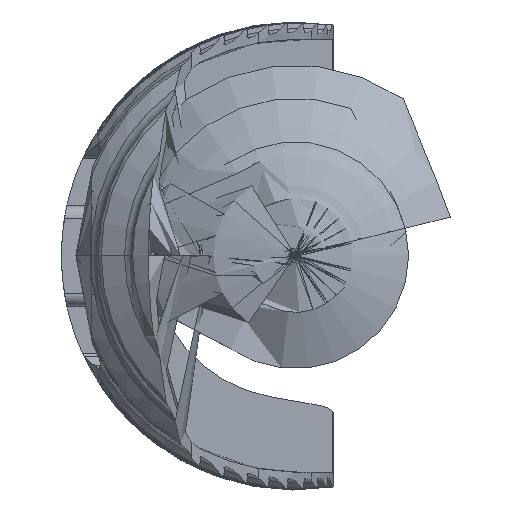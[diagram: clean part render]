
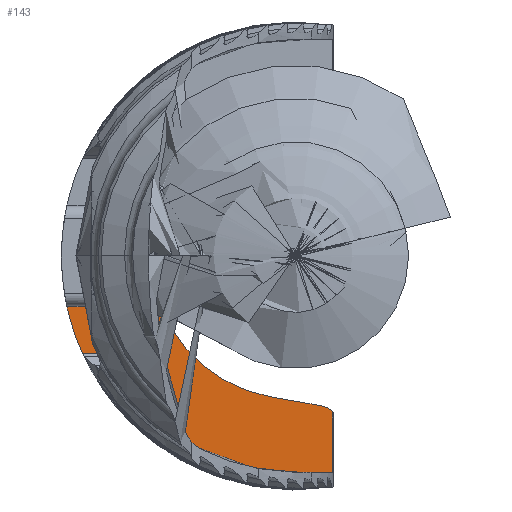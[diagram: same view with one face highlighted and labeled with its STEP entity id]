
A CAD part, top view. The second image highlights one B-rep face of the part: STEP entity #143.
In plain terms, the highlighted planar face has unit normal (0, 0, 1).
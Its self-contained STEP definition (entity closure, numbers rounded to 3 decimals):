
#143=ADVANCED_FACE('NONE',(#642,#643),#644,.T.);
#642=FACE_OUTER_BOUND('',#1444,.T.);
#643=FACE_BOUND('',#1445,.T.);
#644=PLANE('',#1446);
#1444=EDGE_LOOP('',(#3411,#3412,#3413,#3414,#3415,#3416,#3417,#3418,#3419,#3420,#3421));
#1445=EDGE_LOOP('',(#3422,#3423));
#1446=AXIS2_PLACEMENT_3D('',#3424,#3425,#3426);
#3411=ORIENTED_EDGE('',*,*,#6241,.F.);
#3412=ORIENTED_EDGE('',*,*,#6242,.T.);
#3413=ORIENTED_EDGE('',*,*,#6243,.T.);
#3414=ORIENTED_EDGE('',*,*,#6244,.T.);
#3415=ORIENTED_EDGE('',*,*,#6245,.F.);
#3416=ORIENTED_EDGE('',*,*,#6246,.F.);
#3417=ORIENTED_EDGE('',*,*,#6247,.F.);
#3418=ORIENTED_EDGE('',*,*,#6230,.F.);
#3419=ORIENTED_EDGE('',*,*,#6195,.T.);
#3420=ORIENTED_EDGE('',*,*,#6161,.T.);
#3421=ORIENTED_EDGE('',*,*,#6248,.F.);
#3422=ORIENTED_EDGE('',*,*,#6068,.T.);
#3423=ORIENTED_EDGE('',*,*,#6133,.T.);
#3424=CARTESIAN_POINT('',(-33.485,0.0,2.5));
#3425=DIRECTION('',(0.0,0.0,1.0));
#3426=DIRECTION('',(1.0,0.0,0.0));
#6068=EDGE_CURVE('NONE',#7315,#7319,#7321,.T.);
#6133=EDGE_CURVE('NONE',#7319,#7315,#7427,.T.);
#6161=EDGE_CURVE('NONE',#7473,#7471,#7474,.T.);
#6195=EDGE_CURVE('NONE',#7531,#7473,#7532,.T.);
#6230=EDGE_CURVE('NONE',#7531,#7588,#7589,.T.);
#6241=EDGE_CURVE('NONE',#7608,#7609,#7610,.T.);
#6242=EDGE_CURVE('NONE',#7608,#7611,#7612,.T.);
#6243=EDGE_CURVE('NONE',#7611,#7613,#7614,.T.);
#6244=EDGE_CURVE('NONE',#7613,#7615,#7616,.T.);
#6245=EDGE_CURVE('NONE',#7617,#7615,#7618,.T.);
#6246=EDGE_CURVE('NONE',#7619,#7617,#7620,.T.);
#6247=EDGE_CURVE('NONE',#7588,#7619,#7621,.T.);
#6248=EDGE_CURVE('NONE',#7609,#7471,#7622,.T.);
#7315=VERTEX_POINT('NONE',#9621);
#7319=VERTEX_POINT('',#9626);
#7321=CIRCLE('',#9629,1.8);
#7427=CIRCLE('',#9881,1.8);
#7471=VERTEX_POINT('NONE',#10019);
#7473=VERTEX_POINT('NONE',#10031);
#7474=CIRCLE('',#10032,35.985);
#7531=VERTEX_POINT('NONE',#10199);
#7532=LINE('',#10200,#10201);
#7588=VERTEX_POINT('NONE',#10301);
#7589=LINE('',#10302,#10303);
#7608=VERTEX_POINT('NONE',#10329);
#7609=VERTEX_POINT('NONE',#10330);
#7610=CIRCLE('',#10331,33.485);
#7611=VERTEX_POINT('NONE',#10332);
#7612=LINE('',#10333,#10334);
#7613=VERTEX_POINT('NONE',#10335);
#7614=LINE('',#10336,#10337);
#7615=VERTEX_POINT('NONE',#10338);
#7616=CIRCLE('',#10339,3.0);
#7617=VERTEX_POINT('NONE',#10340);
#7618=LINE('',#10341,#10342);
#7619=VERTEX_POINT('NONE',#10343);
#7620=CIRCLE('',#10344,22.0);
#7621=LINE('',#10345,#10346);
#7622=LINE('',#10347,#10348);
#9621=CARTESIAN_POINT('',(-29.55,-11.4,2.5));
#9626=CARTESIAN_POINT('',(-25.95,-11.4,2.5));
#9629=AXIS2_PLACEMENT_3D('',#14108,#14109,#14110);
#9881=AXIS2_PLACEMENT_3D('',#14185,#14186,#14187);
#10019=CARTESIAN_POINT('',(-32.71,-15.0,2.5));
#10031=CARTESIAN_POINT('',(-35.121,-7.84,2.5));
#10032=AXIS2_PLACEMENT_3D('',#14210,#14211,#14212);
#10199=CARTESIAN_POINT('',(-24.0,-7.84,2.5));
#10200=CARTESIAN_POINT('',(962.989,-7.84,2.5));
#10201=VECTOR('',#14241,1000.0);
#10301=CARTESIAN_POINT('',(-24.0,-7.622,2.5));
#10302=CARTESIAN_POINT('',(-24.0,0.0,2.5));
#10303=VECTOR('',#14292,1000.0);
#10329=CARTESIAN_POINT('',(3.217,-33.33,2.5));
#10330=CARTESIAN_POINT('',(-29.937,-15.0,2.5));
#10331=AXIS2_PLACEMENT_3D('',#14309,#14310,#14311);
#10332=CARTESIAN_POINT('',(5.708,-33.33,2.5));
#10333=CARTESIAN_POINT('',(0.0,-33.33,2.5));
#10334=VECTOR('',#14312,1000.0);
#10335=CARTESIAN_POINT('',(5.708,-23.995,2.5));
#10336=CARTESIAN_POINT('',(5.708,1000.0,2.5));
#10337=VECTOR('',#14313,1000.0);
#10338=CARTESIAN_POINT('',(3.996,-23.044,2.5));
#10339=AXIS2_PLACEMENT_3D('',#14314,#14315,#14316);
#10340=CARTESIAN_POINT('',(-3.82,-21.666,2.5));
#10341=CARTESIAN_POINT('',(-36.296,-15.939,2.5));
#10342=VECTOR('',#14317,1000.0);
#10343=CARTESIAN_POINT('',(-20.638,-7.622,2.5));
#10344=AXIS2_PLACEMENT_3D('',#14318,#14319,#14320);
#10345=CARTESIAN_POINT('',(-33.485,-7.622,2.5));
#10346=VECTOR('',#14321,1000.0);
#10347=CARTESIAN_POINT('',(941.996,-15.0,2.5));
#10348=VECTOR('',#14322,1000.0);
#14108=CARTESIAN_POINT('',(-27.75,-11.4,2.5));
#14109=DIRECTION('',(0.0,0.0,-1.0));
#14110=DIRECTION('',(1.0,0.0,0.0));
#14185=CARTESIAN_POINT('',(-27.75,-11.4,2.5));
#14186=DIRECTION('',(0.0,0.0,-1.0));
#14187=DIRECTION('',(1.0,0.0,0.0));
#14210=CARTESIAN_POINT('',(0.0,0.,2.5));
#14211=DIRECTION('',(0.,0.,1.0));
#14212=DIRECTION('',(0.,1.0,0.));
#14241=DIRECTION('',(-1.0,0.0,0.0));
#14292=DIRECTION('',(0.0,1.0,0.0));
#14309=CARTESIAN_POINT('',(0.0,0.0,2.5));
#14310=DIRECTION('',(0.0,0.0,-1.0));
#14311=DIRECTION('',(-1.0,0.0,0.0));
#14312=DIRECTION('',(1.0,-0.0,-0.0));
#14313=DIRECTION('',(-0.0,1.0,-0.0));
#14314=CARTESIAN_POINT('',(3.475,-25.998,2.5));
#14315=DIRECTION('',(0.0,0.0,1.0));
#14316=DIRECTION('',(1.0,0.0,0.0));
#14317=DIRECTION('',(0.985,-0.174,0.0));
#14318=CARTESIAN_POINT('',(0.,0.,2.5));
#14319=DIRECTION('',(0.0,0.0,1.0));
#14320=DIRECTION('',(1.0,0.0,0.0));
#14321=DIRECTION('',(1.0,0.,0.0));
#14322=DIRECTION('',(-1.0,0.0,0.0));
